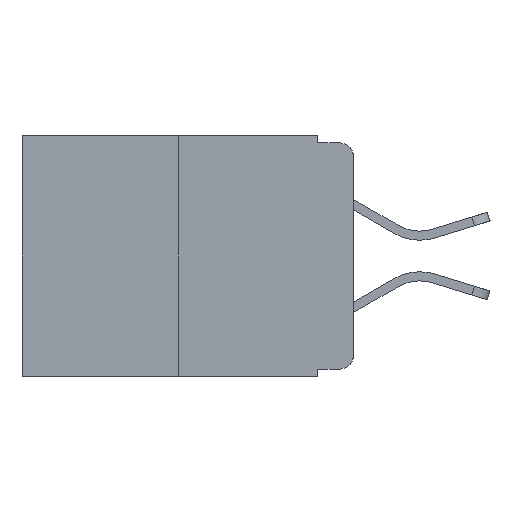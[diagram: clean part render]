
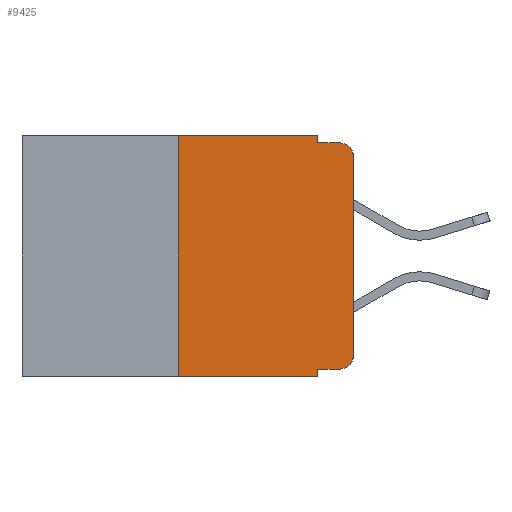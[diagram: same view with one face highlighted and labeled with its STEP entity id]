
A CAD part, left-side view. The second image highlights one B-rep face of the part: STEP entity #9425.
In plain terms, the highlighted planar face has unit normal (-1, 0, 0).
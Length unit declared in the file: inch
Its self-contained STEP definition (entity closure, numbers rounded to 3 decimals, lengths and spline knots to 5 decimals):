
#745 = LINE ( 'NONE', #11504, #6105 ) ;
#931 = ORIENTED_EDGE ( 'NONE', *, *, #8167, .F. ) ;
#1225 = VECTOR ( 'NONE', #1263, 39.37008 ) ;
#1258 = CARTESIAN_POINT ( 'NONE',  ( 0., 0.051, -0.333 ) ) ;
#1263 = DIRECTION ( 'NONE',  ( 0., -1., 0. ) ) ;
#1336 = AXIS2_PLACEMENT_3D ( 'NONE', #5432, #8145, #2407 ) ;
#1518 = VERTEX_POINT ( 'NONE', #12250 ) ;
#1737 = ORIENTED_EDGE ( 'NONE', *, *, #5136, .T. ) ;
#1920 = VECTOR ( 'NONE', #12011, 39.37008 ) ;
#1932 = ORIENTED_EDGE ( 'NONE', *, *, #4066, .F. ) ;
#2007 = VERTEX_POINT ( 'NONE', #10017 ) ;
#2407 = DIRECTION ( 'NONE',  ( 0., 0., -1. ) ) ;
#2716 = ORIENTED_EDGE ( 'NONE', *, *, #9933, .F. ) ;
#2738 = CARTESIAN_POINT ( 'NONE',  ( 0., 0.25, 0. ) ) ;
#2740 = CARTESIAN_POINT ( 'NONE',  ( 0., 0.02, -0.333 ) ) ;
#3077 = ORIENTED_EDGE ( 'NONE', *, *, #11059, .T. ) ;
#3336 = CARTESIAN_POINT ( 'NONE',  ( 0., 0.25, 0. ) ) ;
#3709 = LINE ( 'NONE', #7477, #8330 ) ;
#3740 = VERTEX_POINT ( 'NONE', #6086 ) ;
#3951 = CARTESIAN_POINT ( 'NONE',  ( 0., 0.051, 0. ) ) ;
#4010 = CARTESIAN_POINT ( 'NONE',  ( 0., 0.051, -0.01 ) ) ;
#4066 = EDGE_CURVE ( 'NONE', #9339, #11142, #9060, .T. ) ;
#4254 = CARTESIAN_POINT ( 'NONE',  ( 0., 0., 0. ) ) ;
#4297 = DIRECTION ( 'NONE',  ( 0., 0., 1. ) ) ;
#4384 = AXIS2_PLACEMENT_3D ( 'NONE', #4556, #10811, #5527 ) ;
#4556 = CARTESIAN_POINT ( 'NONE',  ( 0., 0.02, -0.313 ) ) ;
#4564 = CARTESIAN_POINT ( 'NONE',  ( 0., 0.25, -0.343 ) ) ;
#4665 = LINE ( 'NONE', #4010, #9176 ) ;
#4700 = CARTESIAN_POINT ( 'NONE',  ( 0., 0.02, -0.03 ) ) ;
#4738 = FACE_OUTER_BOUND ( 'NONE', #6853, .T. ) ;
#5136 = EDGE_CURVE ( 'NONE', #5325, #3740, #11068, .T. ) ;
#5159 = VERTEX_POINT ( 'NONE', #1258 ) ;
#5325 = VERTEX_POINT ( 'NONE', #2740 ) ;
#5432 = CARTESIAN_POINT ( 'NONE',  ( 0., 0.473, 0. ) ) ;
#5527 = DIRECTION ( 'NONE',  ( 0., 0., -1. ) ) ;
#5646 = LINE ( 'NONE', #7106, #12364 ) ;
#5670 = DIRECTION ( 'NONE',  ( 0., 0., -1. ) ) ;
#6086 = CARTESIAN_POINT ( 'NONE',  ( 0., 0., -0.313 ) ) ;
#6105 = VECTOR ( 'NONE', #12381, 39.37008 ) ;
#6377 = EDGE_CURVE ( 'NONE', #5159, #5325, #745, .T. ) ;
#6390 = ORIENTED_EDGE ( 'NONE', *, *, #6678, .T. ) ;
#6440 = VERTEX_POINT ( 'NONE', #9828 ) ;
#6678 = EDGE_CURVE ( 'NONE', #10392, #10340, #3709, .T. ) ;
#6818 = DIRECTION ( 'NONE',  ( 0., -1., 0. ) ) ;
#6853 = EDGE_LOOP ( 'NONE', ( #3077, #12395, #2716, #11842, #1932, #6943, #6390, #931, #9142, #1737 ) ) ;
#6943 = ORIENTED_EDGE ( 'NONE', *, *, #8749, .F. ) ;
#7106 = CARTESIAN_POINT ( 'NONE',  ( 0., 0.051, 0. ) ) ;
#7402 = CIRCLE ( 'NONE', #8182, 0.02 ) ;
#7477 = CARTESIAN_POINT ( 'NONE',  ( 0., 0.473, -0.343 ) ) ;
#7479 = LINE ( 'NONE', #2738, #9537 ) ;
#7651 = VECTOR ( 'NONE', #4297, 39.37008 ) ;
#8132 = CARTESIAN_POINT ( 'NONE',  ( 0., 0.051, -0.343 ) ) ;
#8145 = DIRECTION ( 'NONE',  ( 1., 0., 0. ) ) ;
#8167 = EDGE_CURVE ( 'NONE', #5159, #10340, #11829, .T. ) ;
#8182 = AXIS2_PLACEMENT_3D ( 'NONE', #4700, #10923, #5670 ) ;
#8330 = VECTOR ( 'NONE', #8357, 39.37008 ) ;
#8357 = DIRECTION ( 'NONE',  ( 0., -1., 0. ) ) ;
#8749 = EDGE_CURVE ( 'NONE', #10392, #9339, #7479, .T. ) ;
#8903 = DIRECTION ( 'NONE',  ( 0., 0., -1. ) ) ;
#9060 = LINE ( 'NONE', #12551, #1225 ) ;
#9142 = ORIENTED_EDGE ( 'NONE', *, *, #6377, .T. ) ;
#9176 = VECTOR ( 'NONE', #6818, 39.37008 ) ;
#9339 = VERTEX_POINT ( 'NONE', #3336 ) ;
#9343 = EDGE_CURVE ( 'NONE', #11142, #1518, #5646, .T. ) ;
#9425 = ADVANCED_FACE ( 'NONE', ( #4738 ), #10714, .F. ) ;
#9537 = VECTOR ( 'NONE', #10145, 39.37008 ) ;
#9828 = CARTESIAN_POINT ( 'NONE',  ( 0., 0.02, -0.01 ) ) ;
#9933 = EDGE_CURVE ( 'NONE', #1518, #6440, #4665, .T. ) ;
#9992 = LINE ( 'NONE', #4254, #7651 ) ;
#10017 = CARTESIAN_POINT ( 'NONE',  ( 0., 0., -0.03 ) ) ;
#10145 = DIRECTION ( 'NONE',  ( 0., 0., 1. ) ) ;
#10340 = VERTEX_POINT ( 'NONE', #8132 ) ;
#10392 = VERTEX_POINT ( 'NONE', #4564 ) ;
#10490 = EDGE_CURVE ( 'NONE', #2007, #6440, #7402, .T. ) ;
#10714 = PLANE ( 'NONE',  #1336 ) ;
#10811 = DIRECTION ( 'NONE',  ( -1., 0., 0. ) ) ;
#10923 = DIRECTION ( 'NONE',  ( -1., 0., 0. ) ) ;
#11059 = EDGE_CURVE ( 'NONE', #3740, #2007, #9992, .T. ) ;
#11068 = CIRCLE ( 'NONE', #4384, 0.02 ) ;
#11142 = VERTEX_POINT ( 'NONE', #11516 ) ;
#11504 = CARTESIAN_POINT ( 'NONE',  ( 0., 0.051, -0.333 ) ) ;
#11516 = CARTESIAN_POINT ( 'NONE',  ( 0., 0.051, 0. ) ) ;
#11829 = LINE ( 'NONE', #3951, #1920 ) ;
#11842 = ORIENTED_EDGE ( 'NONE', *, *, #9343, .F. ) ;
#12011 = DIRECTION ( 'NONE',  ( 0., 0., -1. ) ) ;
#12250 = CARTESIAN_POINT ( 'NONE',  ( 0., 0.051, -0.01 ) ) ;
#12364 = VECTOR ( 'NONE', #8903, 39.37008 ) ;
#12381 = DIRECTION ( 'NONE',  ( 0., -1., 0. ) ) ;
#12395 = ORIENTED_EDGE ( 'NONE', *, *, #10490, .T. ) ;
#12551 = CARTESIAN_POINT ( 'NONE',  ( 0., 0.473, 0. ) ) ;
